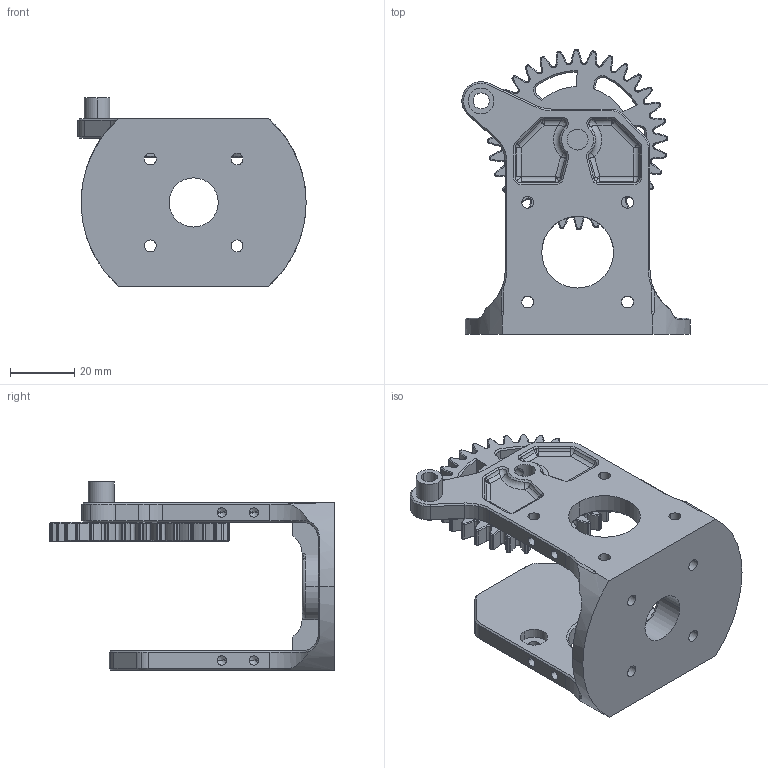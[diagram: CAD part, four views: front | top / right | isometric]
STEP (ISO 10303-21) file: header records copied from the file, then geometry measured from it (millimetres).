
FILE_DESCRIPTION (( 'STEP AP203' ), '1' );
FILE_NAME ('link1_final.STEP', '2025-05-01T23:53:31', ( '' ), ( '' ), 'SwSTEP 2.0', 'SolidWorks 2023', '' );
FILE_SCHEMA (( 'CONFIG_CONTROL_DESIGN' ));
Length unit declared in the file: centimetre
Products named in the file (1): link1_final
Bounding box: 71 x 88.5 x 58.5 mm (x, y, z)
Volume: 52649.4 mm3; surface area: 30371.3 mm2
Topology: 2 solids, 2 shells, 1149 faces, 2861 edges, 1710 vertices
Faces by surface type: cone 528, cylinder 433, plane 115, sphere 32, bspline 32, torus 9
Entity records: 36122 total; most frequent: CARTESIAN_POINT 8037, DIRECTION 6413, ORIENTED_EDGE 5666, EDGE_CURVE 2833, AXIS2_PLACEMENT_3D 2604, VERTEX_POINT 1710, CIRCLE 1486, EDGE_LOOP 1229
